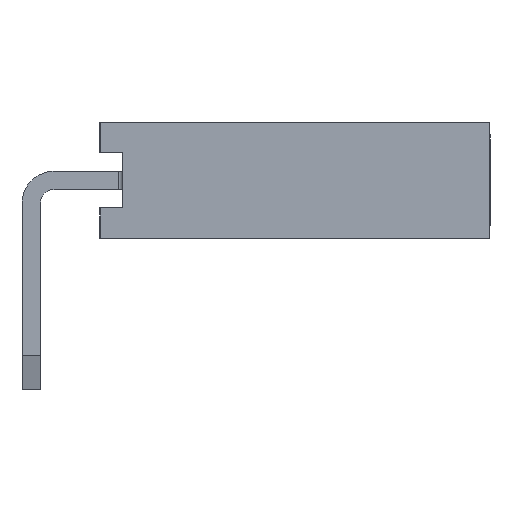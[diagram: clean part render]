
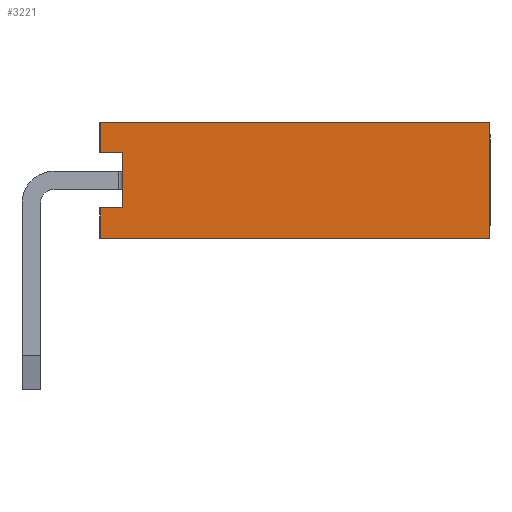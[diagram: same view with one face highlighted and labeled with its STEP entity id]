
A CAD part, left-side view. The second image highlights one B-rep face of the part: STEP entity #3221.
In plain terms, the highlighted planar face has unit normal (-1, 0, 0).
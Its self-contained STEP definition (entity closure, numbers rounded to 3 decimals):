
#3221=ADVANCED_FACE('',(#17279),#17281,.T.);
#17279=FACE_BOUND('',#17280,.T.);
#17280=EDGE_LOOP('',(#28589,#28590,#28591,#28592,#28593,#28594,#28595,#28596));
#17281=PLANE('',#17282);
#17282=AXIS2_PLACEMENT_3D('',#17283,#17284,#17285);
#17283=CARTESIAN_POINT('',(-1.27,-1.5,2.54));
#17284=DIRECTION('',(-1.,0.,0.));
#17285=DIRECTION('',(0.,0.,-1.));
#28589=ORIENTED_EDGE('',*,*,#36733,.T.);
#28590=ORIENTED_EDGE('',*,*,#36734,.T.);
#28591=ORIENTED_EDGE('',*,*,#36735,.T.);
#28592=ORIENTED_EDGE('',*,*,#36736,.F.);
#28593=ORIENTED_EDGE('',*,*,#36737,.F.);
#28594=ORIENTED_EDGE('',*,*,#36738,.T.);
#28595=ORIENTED_EDGE('',*,*,#36739,.T.);
#28596=ORIENTED_EDGE('',*,*,#36181,.T.);
#36181=EDGE_CURVE('',#41441,#41442,#41443,.T.);
#36733=EDGE_CURVE('',#41442,#42221,#42222,.F.);
#36734=EDGE_CURVE('',#42221,#42223,#42224,.T.);
#36735=EDGE_CURVE('',#42223,#42225,#42226,.T.);
#36736=EDGE_CURVE('',#42227,#42225,#42228,.T.);
#36737=EDGE_CURVE('',#42229,#42227,#42230,.T.);
#36738=EDGE_CURVE('',#42229,#42231,#42232,.T.);
#36739=EDGE_CURVE('',#42231,#41441,#42233,.F.);
#41441=VERTEX_POINT('',#50705);
#41442=VERTEX_POINT('',#50706);
#41443=LINE('',#50707,#50708);
#42221=VERTEX_POINT('',#52589);
#42222=LINE('',#52590,#52591);
#42223=VERTEX_POINT('',#52593);
#42224=LINE('',#52594,#52595);
#42225=VERTEX_POINT('',#52597);
#42226=LINE('',#52598,#52599);
#42227=VERTEX_POINT('',#52601);
#42228=LINE('',#52602,#52603);
#42229=VERTEX_POINT('',#52605);
#42230=LINE('',#52606,#52607);
#42231=VERTEX_POINT('',#52609);
#42232=LINE('',#52610,#52611);
#42233=LINE('',#52613,#52614);
#50705=CARTESIAN_POINT('',(-1.27,-2.,1.87));
#50706=CARTESIAN_POINT('',(-1.27,-2.,0.67));
#50707=CARTESIAN_POINT('',(-1.27,-2.,1.87));
#50708=VECTOR('',#50709,1.);
#50709=DIRECTION('',(0.,0.,-1.));
#52589=CARTESIAN_POINT('',(-1.27,-1.5,0.67));
#52590=CARTESIAN_POINT('',(-1.27,-1.5,0.67));
#52591=VECTOR('',#52592,1.);
#52592=DIRECTION('',(0.,-1.,0.));
#52593=CARTESIAN_POINT('',(-1.27,-1.5,0.));
#52594=CARTESIAN_POINT('',(-1.27,-1.5,0.67));
#52595=VECTOR('',#52596,1.);
#52596=DIRECTION('',(0.,0.,-1.));
#52597=CARTESIAN_POINT('',(-1.27,-10.,0.));
#52598=CARTESIAN_POINT('',(-1.27,-1.5,0.));
#52599=VECTOR('',#52600,1.);
#52600=DIRECTION('',(0.,-1.,0.));
#52601=CARTESIAN_POINT('',(-1.27,-10.,2.54));
#52602=CARTESIAN_POINT('',(-1.27,-10.,2.54));
#52603=VECTOR('',#52604,1.);
#52604=DIRECTION('',(0.,0.,-1.));
#52605=CARTESIAN_POINT('',(-1.27,-1.5,2.54));
#52606=CARTESIAN_POINT('',(-1.27,-1.5,2.54));
#52607=VECTOR('',#52608,1.);
#52608=DIRECTION('',(0.,-1.,0.));
#52609=CARTESIAN_POINT('',(-1.27,-1.5,1.87));
#52610=CARTESIAN_POINT('',(-1.27,-1.5,2.54));
#52611=VECTOR('',#52612,1.);
#52612=DIRECTION('',(0.,0.,-1.));
#52613=CARTESIAN_POINT('',(-1.27,-2.,1.87));
#52614=VECTOR('',#52615,1.);
#52615=DIRECTION('',(0.,1.,0.));
